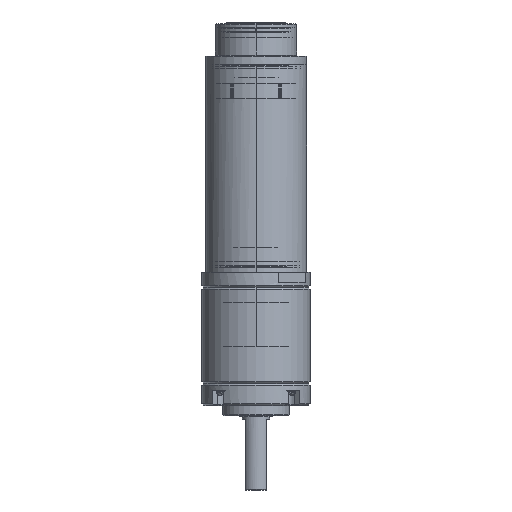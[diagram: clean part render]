
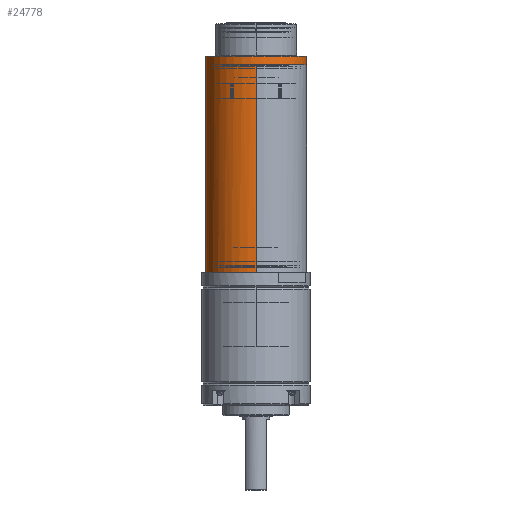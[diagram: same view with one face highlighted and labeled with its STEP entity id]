
A CAD part, left-side view. The second image highlights one B-rep face of the part: STEP entity #24778.
In plain terms, the highlighted cylindrical face has radius 15 mm (diameter 30 mm), a partial arc.
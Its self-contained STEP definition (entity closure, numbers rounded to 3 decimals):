
#2982=CARTESIAN_POINT('',(0.,0.,-1.4));
#2983=DIRECTION('',(0.,0.,1.));
#2984=DIRECTION('',(1.,0.,0.));
#2985=AXIS2_PLACEMENT_3D('',#2982,#2983,#2984);
#2987=DIRECTION('',(0.,0.,1.));
#2988=VECTOR('',#2987,61.4);
#2989=CARTESIAN_POINT('',(15.,0.,-1.4));
#2990=LINE('',#2989,#2988);
#2991=DIRECTION('',(0.,0.,1.));
#2992=VECTOR('',#2991,2.6);
#2993=CARTESIAN_POINT('',(13.566,6.4,60.));
#2994=LINE('',#2993,#2992);
#2995=CARTESIAN_POINT('',(0.,0.,62.6));
#2996=DIRECTION('',(0.,0.,1.));
#2997=DIRECTION('',(0.904,0.427,0.));
#2998=AXIS2_PLACEMENT_3D('',#2995,#2996,#2997);
#3000=DIRECTION('',(0.,0.,1.));
#3001=VECTOR('',#3000,2.6);
#3002=CARTESIAN_POINT('',(13.37,-6.8,60.));
#3003=LINE('',#3002,#3001);
#3004=DIRECTION('',(0.,0.,-1.));
#3005=VECTOR('',#3004,61.4);
#3006=CARTESIAN_POINT('',(-15.,0.,60.));
#3007=LINE('',#3006,#3005);
#3008=CARTESIAN_POINT('',(0.,0.,-1.4));
#3009=DIRECTION('',(0.,0.,1.));
#3010=DIRECTION('',(0.707,0.707,0.));
#3011=AXIS2_PLACEMENT_3D('',#3008,#3009,#3010);
#3034=CARTESIAN_POINT('',(0.,0.,60.));
#3035=DIRECTION('',(0.,0.,1.));
#3036=DIRECTION('',(-1.,0.,0.));
#3037=AXIS2_PLACEMENT_3D('',#3034,#3035,#3036);
#3062=CARTESIAN_POINT('',(0.,0.,60.));
#3063=DIRECTION('',(0.,0.,1.));
#3064=DIRECTION('',(1.,0.,0.));
#3065=AXIS2_PLACEMENT_3D('',#3062,#3063,#3064);
#18221=CARTESIAN_POINT('',(13.566,6.4,62.6));
#18222=CARTESIAN_POINT('',(13.37,-6.8,62.6));
#18223=VERTEX_POINT('',#18221);
#18224=VERTEX_POINT('',#18222);
#18275=CARTESIAN_POINT('',(-15.,0.,60.));
#18276=CARTESIAN_POINT('',(13.37,-6.8,60.));
#18277=VERTEX_POINT('',#18275);
#18278=VERTEX_POINT('',#18276);
#18281=CARTESIAN_POINT('',(13.566,6.4,60.));
#18283=VERTEX_POINT('',#18281);
#18319=CARTESIAN_POINT('',(15.,0.,60.));
#18320=VERTEX_POINT('',#18319);
#18473=CARTESIAN_POINT('',(15.,0.,-1.4));
#18474=CARTESIAN_POINT('',(10.607,10.607,-1.4));
#18475=VERTEX_POINT('',#18473);
#18476=VERTEX_POINT('',#18474);
#18477=CARTESIAN_POINT('',(-15.,0.,-1.4));
#18478=VERTEX_POINT('',#18477);
#24756=CARTESIAN_POINT('',(0.,0.,0.));
#24757=DIRECTION('',(0.,0.,1.));
#24758=DIRECTION('',(1.,0.,0.));
#24759=AXIS2_PLACEMENT_3D('',#24756,#24757,#24758);
#24760=CYLINDRICAL_SURFACE('',#24759,15.);
#24762=ORIENTED_EDGE('',*,*,#24761,.F.);
#24764=ORIENTED_EDGE('',*,*,#24763,.T.);
#24766=ORIENTED_EDGE('',*,*,#24765,.T.);
#24767=ORIENTED_EDGE('',*,*,#24535,.T.);
#24768=ORIENTED_EDGE('',*,*,#24574,.T.);
#24769=ORIENTED_EDGE('',*,*,#24464,.F.);
#24771=ORIENTED_EDGE('',*,*,#24770,.F.);
#24773=ORIENTED_EDGE('',*,*,#24772,.T.);
#24775=ORIENTED_EDGE('',*,*,#24774,.F.);
#24776=EDGE_LOOP('',(#24762,#24764,#24766,#24767,#24768,#24769,#24771,#24773,
#24775));
#24777=FACE_OUTER_BOUND('',#24776,.F.);
#24778=ADVANCED_FACE('',(#24777),#24760,.T.);
#2986=CIRCLE('',#2985,15.);
#2999=CIRCLE('',#2998,15.);
#3012=CIRCLE('',#3011,15.);
#3038=CIRCLE('',#3037,15.);
#3066=CIRCLE('',#3065,15.);
#24464=EDGE_CURVE('',#18278,#18224,#3003,.T.);
#24535=EDGE_CURVE('',#18283,#18223,#2994,.T.);
#24574=EDGE_CURVE('',#18223,#18224,#2999,.T.);
#24761=EDGE_CURVE('',#18475,#18476,#2986,.T.);
#24763=EDGE_CURVE('',#18475,#18320,#2990,.T.);
#24765=EDGE_CURVE('',#18320,#18283,#3066,.T.);
#24770=EDGE_CURVE('',#18277,#18278,#3038,.T.);
#24772=EDGE_CURVE('',#18277,#18478,#3007,.T.);
#24774=EDGE_CURVE('',#18476,#18478,#3012,.T.);
